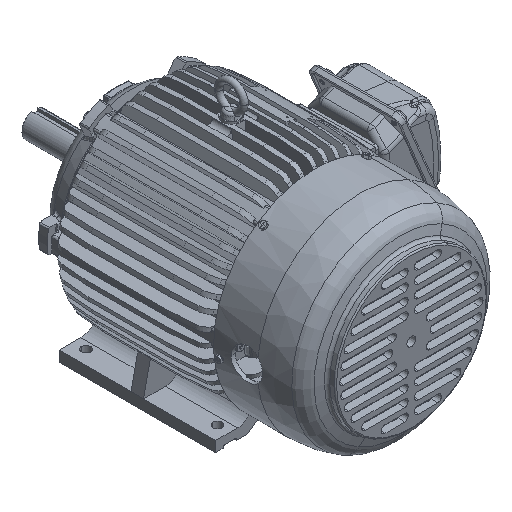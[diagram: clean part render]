
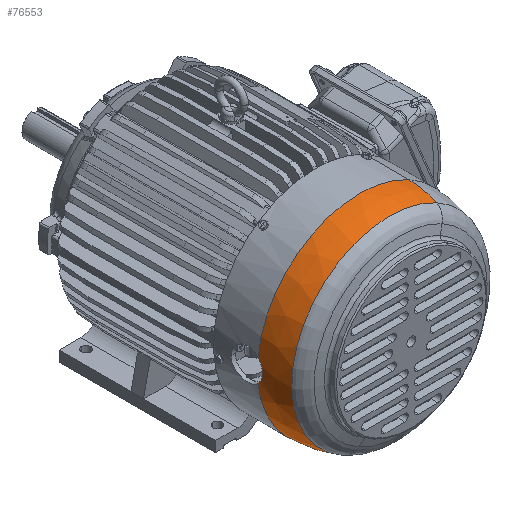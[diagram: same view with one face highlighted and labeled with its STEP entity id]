
A CAD part, isometric view. The second image highlights one B-rep face of the part: STEP entity #76553.
In plain terms, the highlighted spherical face has radius 163.5 mm.
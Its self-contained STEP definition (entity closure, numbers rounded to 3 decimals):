
#71347=CARTESIAN_POINT('Axis2P3D Location',(0.,-205.,0.)) ;
#71356=CARTESIAN_POINT('Vertex',(-78.386,-205.,-143.485)) ;
#71363=CARTESIAN_POINT('Vertex',(-74.953,-252.855,-137.201)) ;
#71366=CARTESIAN_POINT('Axis2P3D Location',(0.,-205.,0.)) ;
#71387=CARTESIAN_POINT('Vertex',(74.953,-252.855,137.201)) ;
#71418=CARTESIAN_POINT('Axis2P3D Location',(0.,-252.855,0.)) ;
#75166=CARTESIAN_POINT('Vertex',(-162.469,-205.,-18.33)) ;
#75170=CARTESIAN_POINT('Control Point',(-162.469,-205.,-18.33)) ;
#75171=CARTESIAN_POINT('Control Point',(-162.863,-208.766,-14.838)) ;
#75172=CARTESIAN_POINT('Control Point',(-163.157,-211.584,-10.302)) ;
#75173=CARTESIAN_POINT('Control Point',(-163.304,-213.,-5.148)) ;
#75174=CARTESIAN_POINT('Control Point',(-163.304,-213.,0.)) ;
#75175=CARTESIAN_POINT('Vertex',(-163.304,-213.,0.)) ;
#75659=CARTESIAN_POINT('Control Point',(-162.469,-205.,18.33)) ;
#75660=CARTESIAN_POINT('Control Point',(-162.863,-208.766,14.838)) ;
#75661=CARTESIAN_POINT('Control Point',(-163.157,-211.584,10.302)) ;
#75662=CARTESIAN_POINT('Control Point',(-163.304,-213.,5.148)) ;
#75663=CARTESIAN_POINT('Control Point',(-163.304,-213.,0.)) ;
#75664=CARTESIAN_POINT('Vertex',(-162.469,-205.,18.33)) ;
#76527=CARTESIAN_POINT('Axis2P3D Location',(0.,-205.,0.)) ;
#76532=CARTESIAN_POINT('Axis2P3D Location',(0.,-205.,0.)) ;
#76536=CARTESIAN_POINT('Vertex',(78.386,-205.,143.485)) ;
#76539=CARTESIAN_POINT('Axis2P3D Location',(0.,-205.,0.)) ;
#71348=DIRECTION('Axis2P3D Direction',(0.,1.,0.)) ;
#71349=DIRECTION('Axis2P3D XDirection',(0.479,0.,0.878)) ;
#71367=DIRECTION('Axis2P3D Direction',(0.878,0.,-0.479)) ;
#71419=DIRECTION('Axis2P3D Direction',(0.,1.,0.)) ;
#76528=DIRECTION('Axis2P3D Direction',(0.,1.,0.)) ;
#76533=DIRECTION('Axis2P3D Direction',(-0.878,0.,0.479)) ;
#76540=DIRECTION('Axis2P3D Direction',(0.,1.,0.)) ;
#71350=AXIS2_PLACEMENT_3D('Sphere Axis2P3D',#71347,#71348,#71349) ;
#71368=AXIS2_PLACEMENT_3D('Circle Axis2P3D',#71366,#71367,$) ;
#71420=AXIS2_PLACEMENT_3D('Circle Axis2P3D',#71418,#71419,$) ;
#76529=AXIS2_PLACEMENT_3D('Circle Axis2P3D',#76527,#76528,$) ;
#76534=AXIS2_PLACEMENT_3D('Circle Axis2P3D',#76532,#76533,$) ;
#76541=AXIS2_PLACEMENT_3D('Circle Axis2P3D',#76539,#76540,$) ;
#76545=ORIENTED_EDGE('',*,*,#76531,.F.) ;
#76546=ORIENTED_EDGE('',*,*,#71370,.T.) ;
#76547=ORIENTED_EDGE('',*,*,#71422,.T.) ;
#76548=ORIENTED_EDGE('',*,*,#76538,.F.) ;
#76549=ORIENTED_EDGE('',*,*,#76543,.F.) ;
#76550=ORIENTED_EDGE('',*,*,#75666,.T.) ;
#76551=ORIENTED_EDGE('',*,*,#75177,.F.) ;
#76553=ADVANCED_FACE('31407C370.1',(#76552),#71351,.T.) ;
#75169=B_SPLINE_CURVE_WITH_KNOTS('',4,(#75170,#75171,#75172,#75173,#75174),.UNSPECIFIED.,.F.,.U.,(5,5),(0.,29.138),.UNSPECIFIED.) ;
#75658=B_SPLINE_CURVE_WITH_KNOTS('',4,(#75659,#75660,#75661,#75662,#75663),.UNSPECIFIED.,.F.,.U.,(5,5),(0.,29.138),.UNSPECIFIED.) ;
#71369=CIRCLE('generated circle',#71368,163.5) ;
#71421=CIRCLE('generated circle',#71420,156.34) ;
#76530=CIRCLE('generated circle',#76529,163.5) ;
#76535=CIRCLE('generated circle',#76534,163.5) ;
#76542=CIRCLE('generated circle',#76541,163.5) ;
#71370=EDGE_CURVE('',#71357,#71364,#71369,.F.) ;
#71422=EDGE_CURVE('',#71364,#71388,#71421,.T.) ;
#75177=EDGE_CURVE('',#75167,#75176,#75169,.T.) ;
#75666=EDGE_CURVE('',#75665,#75176,#75658,.T.) ;
#76531=EDGE_CURVE('',#71357,#75167,#76530,.T.) ;
#76538=EDGE_CURVE('',#76537,#71388,#76535,.F.) ;
#76543=EDGE_CURVE('',#75665,#76537,#76542,.T.) ;
#76544=EDGE_LOOP('',(#76545,#76546,#76547,#76548,#76549,#76550,#76551)) ;
#76552=FACE_OUTER_BOUND('',#76544,.T.) ;
#71351=SPHERICAL_SURFACE('',#71350,163.5) ;
#71357=VERTEX_POINT('',#71356) ;
#71364=VERTEX_POINT('',#71363) ;
#71388=VERTEX_POINT('',#71387) ;
#75167=VERTEX_POINT('',#75166) ;
#75176=VERTEX_POINT('',#75175) ;
#75665=VERTEX_POINT('',#75664) ;
#76537=VERTEX_POINT('',#76536) ;
